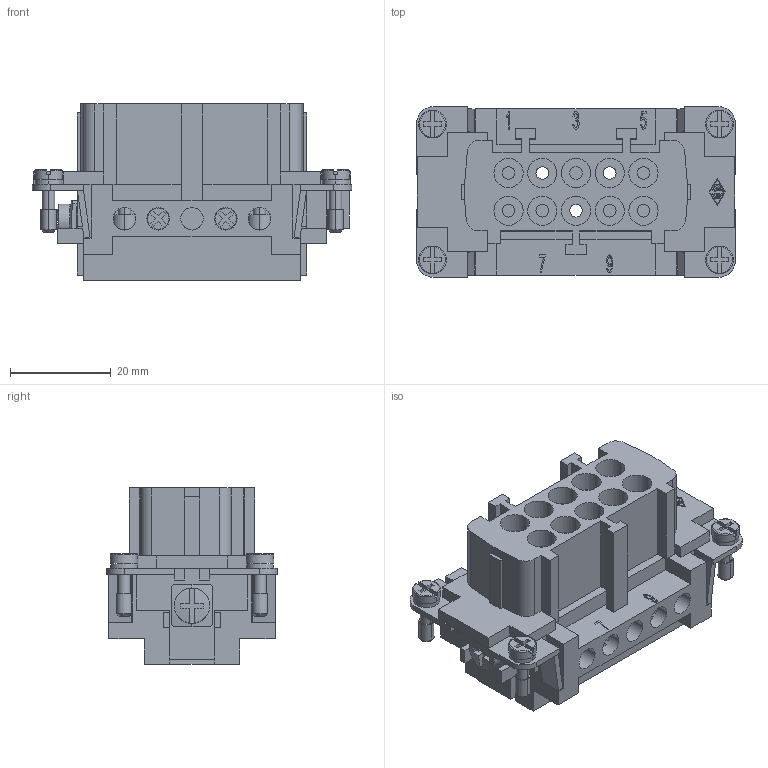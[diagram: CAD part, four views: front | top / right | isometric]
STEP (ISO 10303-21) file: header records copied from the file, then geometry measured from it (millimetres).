
FILE_DESCRIPTION((''),'2;1');
FILE_NAME('CMEF 03 TX.stp','2006-10-31T13:06:35',('gembarski'),(''),'Autodesk Inventor 7','Autodesk Inventor 7','');
FILE_SCHEMA(('AUTOMOTIVE_DESIGN { 1 0 10303 214 1 1 1 1 }'));
Length unit declared in the file: millimetre
Products named in the file (1): CMEF 03 TX
Bounding box: 63.4 x 34 x 35 mm (x, y, z)
Volume: 29623 mm3; surface area: 22541.4 mm2
Topology: 14 solids, 14 shells, 1013 faces, 2708 edges, 1775 vertices
Faces by surface type: plane 495, bspline 355, cylinder 147, torus 8, sphere 4, cone 4
Entity records: 34119 total; most frequent: CARTESIAN_POINT 9698, ORIENTED_EDGE 5420, DIRECTION 4399, EDGE_CURVE 2710, VECTOR 1879, LINE 1879, VERTEX_POINT 1775, AXIS2_PLACEMENT_3D 1260
